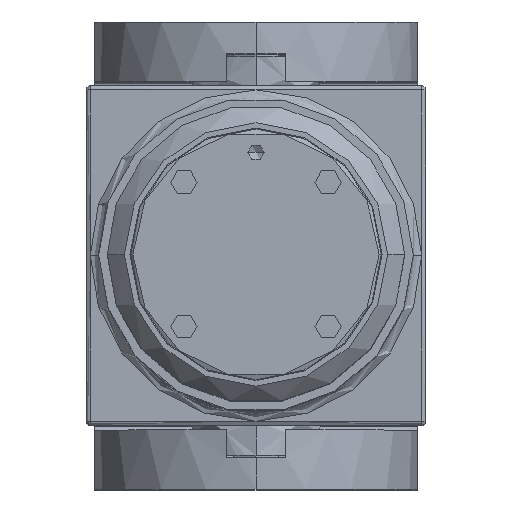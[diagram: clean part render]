
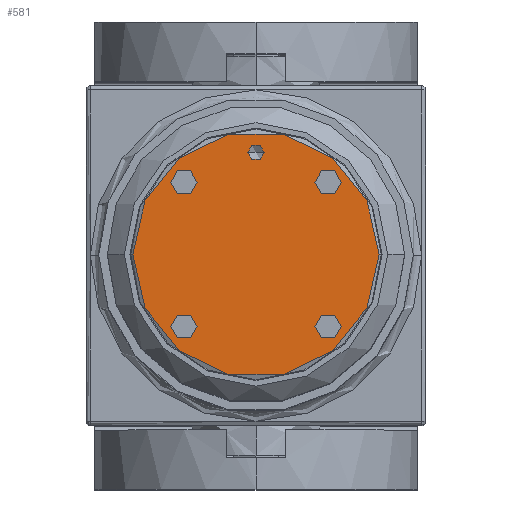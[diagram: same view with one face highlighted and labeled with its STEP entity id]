
A CAD part, top view. The second image highlights one B-rep face of the part: STEP entity #581.
In plain terms, the highlighted planar face has unit normal (0, 0, 1).
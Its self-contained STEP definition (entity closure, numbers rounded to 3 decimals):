
#532 = EDGE_LOOP ( 'NONE', ( #1509, #4567 ) ) ;
#581 = ADVANCED_FACE ( 'NONE', ( #19329, #2802, #19847, #12088, #11352, #15430 ), #18344, .T. ) ;
#842 = ORIENTED_EDGE ( 'NONE', *, *, #13757, .F. ) ;
#973 = CARTESIAN_POINT ( 'NONE',  ( -10.035, 8.485, 83. ) ) ;
#1247 = DIRECTION ( 'NONE',  ( 0., 0., 1. ) ) ;
#1394 = VERTEX_POINT ( 'NONE', #3135 ) ;
#1403 = CARTESIAN_POINT ( 'NONE',  ( -8.485, -8.485, 83. ) ) ;
#1442 = DIRECTION ( 'NONE',  ( 0., 0., 1. ) ) ;
#1461 = DIRECTION ( 'NONE',  ( 1., 0., 0. ) ) ;
#1509 = ORIENTED_EDGE ( 'NONE', *, *, #11947, .T. ) ;
#1868 = CIRCLE ( 'NONE', #2649, 1.55 ) ;
#1958 = CARTESIAN_POINT ( 'NONE',  ( 0., 0., 83. ) ) ;
#1969 = AXIS2_PLACEMENT_3D ( 'NONE', #11134, #10911, #19208 ) ;
#2520 = AXIS2_PLACEMENT_3D ( 'NONE', #8381, #1442, #17968 ) ;
#2578 = EDGE_CURVE ( 'NONE', #9396, #11379, #1868, .T. ) ;
#2649 = AXIS2_PLACEMENT_3D ( 'NONE', #1403, #7927, #21048 ) ;
#2802 = FACE_BOUND ( 'NONE', #5803, .T. ) ;
#2894 = CIRCLE ( 'NONE', #2520, 14.5 ) ;
#2909 = AXIS2_PLACEMENT_3D ( 'NONE', #9278, #17406, #12457 ) ;
#2912 = EDGE_LOOP ( 'NONE', ( #3565, #18921 ) ) ;
#3135 = CARTESIAN_POINT ( 'NONE',  ( 6.935, 8.485, 83. ) ) ;
#3280 = CARTESIAN_POINT ( 'NONE',  ( 6.935, -8.485, 83. ) ) ;
#3565 = ORIENTED_EDGE ( 'NONE', *, *, #13403, .F. ) ;
#3604 = VERTEX_POINT ( 'NONE', #16719 ) ;
#3759 = EDGE_LOOP ( 'NONE', ( #842, #19219 ) ) ;
#3779 = DIRECTION ( 'NONE',  ( 1., 0., 0. ) ) ;
#4118 = DIRECTION ( 'NONE',  ( 1., 0., 0. ) ) ;
#4462 = CARTESIAN_POINT ( 'NONE',  ( 0.95, 12., 83. ) ) ;
#4567 = ORIENTED_EDGE ( 'NONE', *, *, #15959, .T. ) ;
#4601 = AXIS2_PLACEMENT_3D ( 'NONE', #17710, #1247, #14555 ) ;
#4709 = DIRECTION ( 'NONE',  ( 0., 0., 1. ) ) ;
#4729 = AXIS2_PLACEMENT_3D ( 'NONE', #10688, #7225, #4118 ) ;
#4854 = DIRECTION ( 'NONE',  ( -1., 0., 0. ) ) ;
#5059 = CIRCLE ( 'NONE', #15397, 1.55 ) ;
#5122 = AXIS2_PLACEMENT_3D ( 'NONE', #1958, #10406, #13807 ) ;
#5182 = DIRECTION ( 'NONE',  ( 0., 0., 1. ) ) ;
#5280 = CIRCLE ( 'NONE', #4601, 1.55 ) ;
#5432 = CARTESIAN_POINT ( 'NONE',  ( 0., 0., 83. ) ) ;
#5454 = DIRECTION ( 'NONE',  ( -1., 0., 0. ) ) ;
#5803 = EDGE_LOOP ( 'NONE', ( #12538, #20750 ) ) ;
#6020 = ORIENTED_EDGE ( 'NONE', *, *, #16590, .F. ) ;
#6518 = CARTESIAN_POINT ( 'NONE',  ( -0.95, 12., 83. ) ) ;
#6969 = CARTESIAN_POINT ( 'NONE',  ( 14.5, 0., 83. ) ) ;
#7178 = VERTEX_POINT ( 'NONE', #973 ) ;
#7225 = DIRECTION ( 'NONE',  ( 0., 0., 1. ) ) ;
#7460 = EDGE_LOOP ( 'NONE', ( #12725, #6020 ) ) ;
#7927 = DIRECTION ( 'NONE',  ( 0., 0., 1. ) ) ;
#8157 = CARTESIAN_POINT ( 'NONE',  ( 0., 12., 83. ) ) ;
#8298 = CIRCLE ( 'NONE', #19549, 1.55 ) ;
#8381 = CARTESIAN_POINT ( 'NONE',  ( 0., 0., 83. ) ) ;
#8404 = VERTEX_POINT ( 'NONE', #3280 ) ;
#8696 = EDGE_CURVE ( 'NONE', #16635, #1394, #14166, .T. ) ;
#8948 = CIRCLE ( 'NONE', #5122, 14.5 ) ;
#9278 = CARTESIAN_POINT ( 'NONE',  ( 0., 12., 83. ) ) ;
#9396 = VERTEX_POINT ( 'NONE', #18407 ) ;
#9744 = DIRECTION ( 'NONE',  ( 0., 0., 1. ) ) ;
#10406 = DIRECTION ( 'NONE',  ( 0., 0., 1. ) ) ;
#10688 = CARTESIAN_POINT ( 'NONE',  ( -8.485, 8.485, 83. ) ) ;
#10911 = DIRECTION ( 'NONE',  ( 0., 0., 1. ) ) ;
#11134 = CARTESIAN_POINT ( 'NONE',  ( 8.485, 8.485, 83. ) ) ;
#11267 = AXIS2_PLACEMENT_3D ( 'NONE', #8157, #21356, #21281 ) ;
#11352 = FACE_BOUND ( 'NONE', #2912, .T. ) ;
#11379 = VERTEX_POINT ( 'NONE', #13201 ) ;
#11416 = DIRECTION ( 'NONE',  ( 0., -1., 0. ) ) ;
#11523 = EDGE_LOOP ( 'NONE', ( #11615, #17269 ) ) ;
#11615 = ORIENTED_EDGE ( 'NONE', *, *, #8696, .F. ) ;
#11637 = EDGE_CURVE ( 'NONE', #19925, #12234, #12546, .T. ) ;
#11812 = CARTESIAN_POINT ( 'NONE',  ( 10.035, 8.485, 83. ) ) ;
#11947 = EDGE_CURVE ( 'NONE', #3604, #16600, #8948, .T. ) ;
#12088 = FACE_BOUND ( 'NONE', #7460, .T. ) ;
#12225 = CIRCLE ( 'NONE', #4729, 1.55 ) ;
#12234 = VERTEX_POINT ( 'NONE', #6518 ) ;
#12457 = DIRECTION ( 'NONE',  ( 1., 0., 0. ) ) ;
#12538 = ORIENTED_EDGE ( 'NONE', *, *, #11637, .F. ) ;
#12546 = CIRCLE ( 'NONE', #2909, 0.95 ) ;
#12725 = ORIENTED_EDGE ( 'NONE', *, *, #20827, .F. ) ;
#13002 = CARTESIAN_POINT ( 'NONE',  ( 8.485, 8.485, 83. ) ) ;
#13053 = VERTEX_POINT ( 'NONE', #15332 ) ;
#13201 = CARTESIAN_POINT ( 'NONE',  ( -6.935, -8.485, 83. ) ) ;
#13403 = EDGE_CURVE ( 'NONE', #11379, #9396, #5280, .T. ) ;
#13667 = DIRECTION ( 'NONE',  ( 0., 0., 1. ) ) ;
#13757 = EDGE_CURVE ( 'NONE', #13053, #7178, #12225, .T. ) ;
#13807 = DIRECTION ( 'NONE',  ( 1., 0., 0. ) ) ;
#13874 = CIRCLE ( 'NONE', #11267, 0.95 ) ;
#14166 = CIRCLE ( 'NONE', #19019, 1.55 ) ;
#14228 = CARTESIAN_POINT ( 'NONE',  ( 10.035, -8.485, 83. ) ) ;
#14411 = AXIS2_PLACEMENT_3D ( 'NONE', #19864, #18267, #1461 ) ;
#14555 = DIRECTION ( 'NONE',  ( 0., 1., 0. ) ) ;
#14991 = CIRCLE ( 'NONE', #1969, 1.55 ) ;
#15210 = EDGE_CURVE ( 'NONE', #7178, #13053, #18883, .T. ) ;
#15332 = CARTESIAN_POINT ( 'NONE',  ( -6.935, 8.485, 83. ) ) ;
#15397 = AXIS2_PLACEMENT_3D ( 'NONE', #16227, #4709, #4854 ) ;
#15430 = FACE_BOUND ( 'NONE', #3759, .T. ) ;
#15959 = EDGE_CURVE ( 'NONE', #16600, #3604, #2894, .T. ) ;
#16227 = CARTESIAN_POINT ( 'NONE',  ( 8.485, -8.485, 83. ) ) ;
#16590 = EDGE_CURVE ( 'NONE', #8404, #20214, #8298, .T. ) ;
#16600 = VERTEX_POINT ( 'NONE', #6969 ) ;
#16635 = VERTEX_POINT ( 'NONE', #11812 ) ;
#16719 = CARTESIAN_POINT ( 'NONE',  ( -14.5, 0., 83. ) ) ;
#17269 = ORIENTED_EDGE ( 'NONE', *, *, #17333, .F. ) ;
#17333 = EDGE_CURVE ( 'NONE', #1394, #16635, #14991, .T. ) ;
#17406 = DIRECTION ( 'NONE',  ( 0., 0., 1. ) ) ;
#17710 = CARTESIAN_POINT ( 'NONE',  ( -8.485, -8.485, 83. ) ) ;
#17922 = EDGE_CURVE ( 'NONE', #12234, #19925, #13874, .T. ) ;
#17968 = DIRECTION ( 'NONE',  ( 1., 0., 0. ) ) ;
#18267 = DIRECTION ( 'NONE',  ( 0., 0., 1. ) ) ;
#18344 = PLANE ( 'NONE',  #21027 ) ;
#18407 = CARTESIAN_POINT ( 'NONE',  ( -10.035, -8.485, 83. ) ) ;
#18883 = CIRCLE ( 'NONE', #14411, 1.55 ) ;
#18921 = ORIENTED_EDGE ( 'NONE', *, *, #2578, .F. ) ;
#19019 = AXIS2_PLACEMENT_3D ( 'NONE', #13002, #9744, #11416 ) ;
#19208 = DIRECTION ( 'NONE',  ( 0., -1., 0. ) ) ;
#19219 = ORIENTED_EDGE ( 'NONE', *, *, #15210, .F. ) ;
#19329 = FACE_OUTER_BOUND ( 'NONE', #532, .T. ) ;
#19549 = AXIS2_PLACEMENT_3D ( 'NONE', #20042, #5182, #5454 ) ;
#19847 = FACE_BOUND ( 'NONE', #11523, .T. ) ;
#19864 = CARTESIAN_POINT ( 'NONE',  ( -8.485, 8.485, 83. ) ) ;
#19925 = VERTEX_POINT ( 'NONE', #4462 ) ;
#20042 = CARTESIAN_POINT ( 'NONE',  ( 8.485, -8.485, 83. ) ) ;
#20214 = VERTEX_POINT ( 'NONE', #14228 ) ;
#20750 = ORIENTED_EDGE ( 'NONE', *, *, #17922, .F. ) ;
#20827 = EDGE_CURVE ( 'NONE', #20214, #8404, #5059, .T. ) ;
#21027 = AXIS2_PLACEMENT_3D ( 'NONE', #5432, #13667, #3779 ) ;
#21048 = DIRECTION ( 'NONE',  ( 0., 1., 0. ) ) ;
#21281 = DIRECTION ( 'NONE',  ( 1., 0., 0. ) ) ;
#21356 = DIRECTION ( 'NONE',  ( 0., 0., 1. ) ) ;
